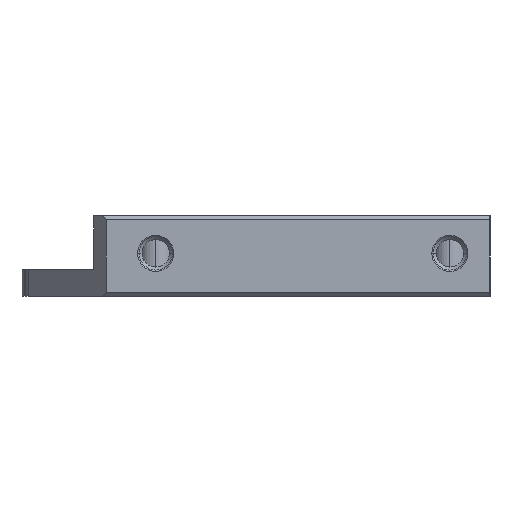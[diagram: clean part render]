
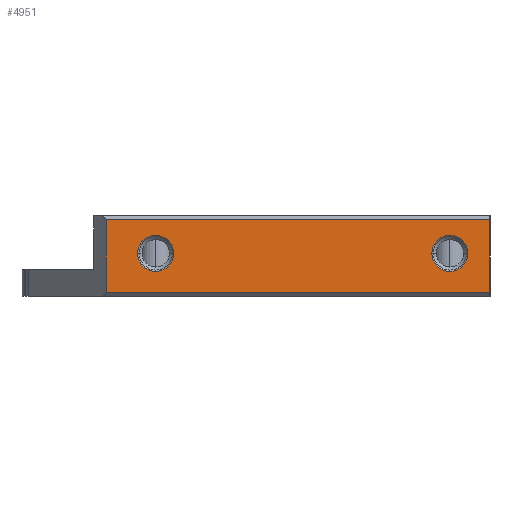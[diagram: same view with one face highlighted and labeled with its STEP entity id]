
A CAD part, left-side view. The second image highlights one B-rep face of the part: STEP entity #4951.
In plain terms, the highlighted planar face has unit normal (-1, 0, 0).
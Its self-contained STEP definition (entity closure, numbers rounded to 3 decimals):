
#6=DIRECTION('',(0.,0.,1.));
#7=VECTOR('',#6,5.4);
#8=CARTESIAN_POINT('',(-19.5,-21.,-22.7));
#9=LINE('',#8,#7);
#1840=DIRECTION('',(0.,1.,0.));
#1841=VECTOR('',#1840,28.707);
#1842=CARTESIAN_POINT('',(-19.5,-21.,-17.3));
#1843=LINE('',#1842,#1841);
#1844=CARTESIAN_POINT('',(-19.5,4.,-19.8));
#1845=DIRECTION('',(1.,0.,0.));
#1846=DIRECTION('',(0.,-1.,0.));
#1847=AXIS2_PLACEMENT_3D('',#1844,#1845,#1846);
#1849=CARTESIAN_POINT('',(-19.5,4.,-19.8));
#1850=DIRECTION('',(1.,0.,0.));
#1851=DIRECTION('',(0.,1.,0.));
#1852=AXIS2_PLACEMENT_3D('',#1849,#1850,#1851);
#1854=CARTESIAN_POINT('',(-19.5,-18.,-19.8));
#1855=DIRECTION('',(1.,0.,0.));
#1856=DIRECTION('',(0.,-1.,0.));
#1857=AXIS2_PLACEMENT_3D('',#1854,#1855,#1856);
#1859=CARTESIAN_POINT('',(-19.5,-18.,-19.8));
#1860=DIRECTION('',(1.,0.,0.));
#1861=DIRECTION('',(0.,1.,0.));
#1862=AXIS2_PLACEMENT_3D('',#1859,#1860,#1861);
#1864=DIRECTION('',(0.,0.,1.));
#1865=VECTOR('',#1864,5.4);
#1866=CARTESIAN_POINT('',(-19.5,7.707,-22.7));
#1867=LINE('',#1866,#1865);
#2078=DIRECTION('',(0.,1.,0.));
#2079=VECTOR('',#2078,28.707);
#2080=CARTESIAN_POINT('',(-19.5,-21.,-22.7));
#2081=LINE('',#2080,#2079);
#2511=CARTESIAN_POINT('',(-19.5,-21.,-17.3));
#2513=VERTEX_POINT('',#2511);
#2516=CARTESIAN_POINT('',(-19.5,-21.,-22.7));
#2517=VERTEX_POINT('',#2516);
#2804=CARTESIAN_POINT('',(-19.5,7.707,-22.7));
#2805=CARTESIAN_POINT('',(-19.5,7.707,-17.3));
#2806=VERTEX_POINT('',#2804);
#2807=VERTEX_POINT('',#2805);
#2878=CARTESIAN_POINT('',(-19.5,2.65,-19.8));
#2879=VERTEX_POINT('',#2878);
#2884=CARTESIAN_POINT('',(-19.5,5.35,-19.8));
#2885=VERTEX_POINT('',#2884);
#2894=CARTESIAN_POINT('',(-19.5,-19.35,-19.8));
#2895=VERTEX_POINT('',#2894);
#2900=CARTESIAN_POINT('',(-19.5,-16.65,-19.8));
#2901=VERTEX_POINT('',#2900);
#4927=CARTESIAN_POINT('',(-19.5,-21.,-23.));
#4928=DIRECTION('',(-1.,0.,0.));
#4929=DIRECTION('',(0.,0.,1.));
#4930=AXIS2_PLACEMENT_3D('',#4927,#4928,#4929);
#4931=PLANE('',#4930);
#4932=ORIENTED_EDGE('',*,*,#4903,.T.);
#4933=ORIENTED_EDGE('',*,*,#4922,.F.);
#4934=ORIENTED_EDGE('',*,*,#3069,.F.);
#4936=ORIENTED_EDGE('',*,*,#4935,.T.);
#4937=EDGE_LOOP('',(#4932,#4933,#4934,#4936));
#4938=FACE_OUTER_BOUND('',#4937,.F.);
#4940=ORIENTED_EDGE('',*,*,#4939,.F.);
#4942=ORIENTED_EDGE('',*,*,#4941,.F.);
#4943=EDGE_LOOP('',(#4940,#4942));
#4944=FACE_BOUND('',#4943,.F.);
#4946=ORIENTED_EDGE('',*,*,#4945,.F.);
#4948=ORIENTED_EDGE('',*,*,#4947,.F.);
#4949=EDGE_LOOP('',(#4946,#4948));
#4950=FACE_BOUND('',#4949,.F.);
#4951=ADVANCED_FACE('',(#4938,#4944,#4950),#4931,.T.);
#1848=CIRCLE('',#1847,1.35);
#1853=CIRCLE('',#1852,1.35);
#1858=CIRCLE('',#1857,1.35);
#1863=CIRCLE('',#1862,1.35);
#3069=EDGE_CURVE('',#2517,#2513,#9,.T.);
#4903=EDGE_CURVE('',#2806,#2807,#1867,.T.);
#4922=EDGE_CURVE('',#2513,#2807,#1843,.T.);
#4935=EDGE_CURVE('',#2517,#2806,#2081,.T.);
#4939=EDGE_CURVE('',#2879,#2885,#1848,.T.);
#4941=EDGE_CURVE('',#2885,#2879,#1853,.T.);
#4945=EDGE_CURVE('',#2895,#2901,#1858,.T.);
#4947=EDGE_CURVE('',#2901,#2895,#1863,.T.);
